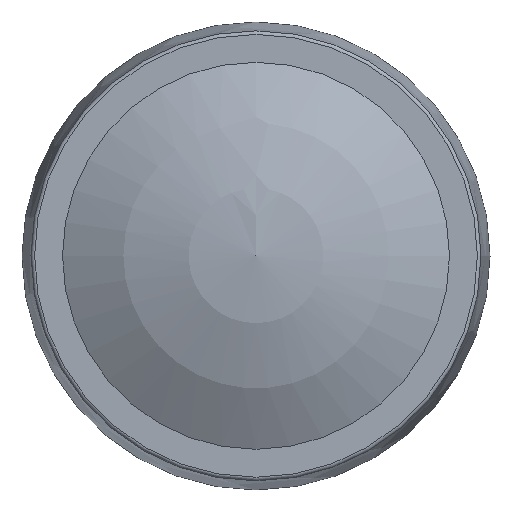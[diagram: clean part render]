
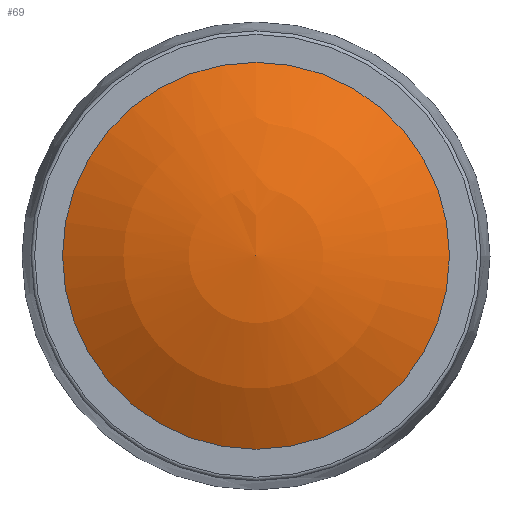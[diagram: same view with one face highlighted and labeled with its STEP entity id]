
A CAD part, top view. The second image highlights one B-rep face of the part: STEP entity #69.
In plain terms, the highlighted spherical face has radius 20.76 mm.
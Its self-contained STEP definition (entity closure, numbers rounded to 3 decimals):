
#69 = ADVANCED_FACE( '', ( #147 ), #148, .T. );
#147 = FACE_OUTER_BOUND( '', #221, .T. );
#148 = SPHERICAL_SURFACE( '', #222, 20.76 );
#221 = EDGE_LOOP( '', ( #317 ) );
#222 = AXIS2_PLACEMENT_3D( '', #318, #319, #320 );
#317 = ORIENTED_EDGE( '', *, *, #334, .T. );
#318 = CARTESIAN_POINT( '', ( 0., 0., -5.76 ) );
#319 = DIRECTION( '', ( 0., 0., 1. ) );
#320 = DIRECTION( '', ( 0., 1., 0. ) );
#334 = EDGE_CURVE( '', #367, #367, #368, .T. );
#367 = VERTEX_POINT( '', #416 );
#368 = CIRCLE( '', #417, 10.75 );
#416 = CARTESIAN_POINT( '', ( 10.75, 0., 12. ) );
#417 = AXIS2_PLACEMENT_3D( '', #464, #465, #466 );
#464 = CARTESIAN_POINT( '', ( 0., 0., 12. ) );
#465 = DIRECTION( '', ( 0., 0., 1. ) );
#466 = DIRECTION( '', ( 1., 0., 0. ) );
